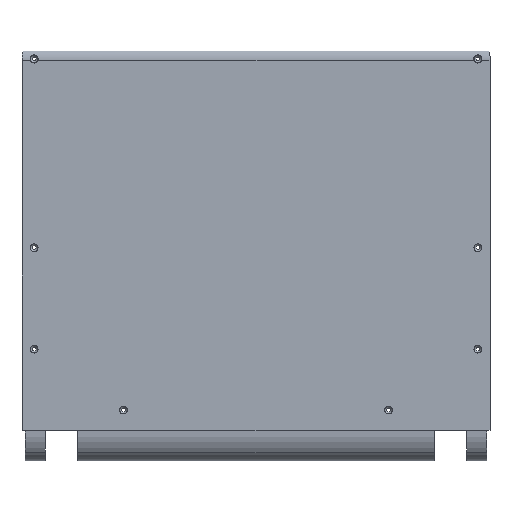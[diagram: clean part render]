
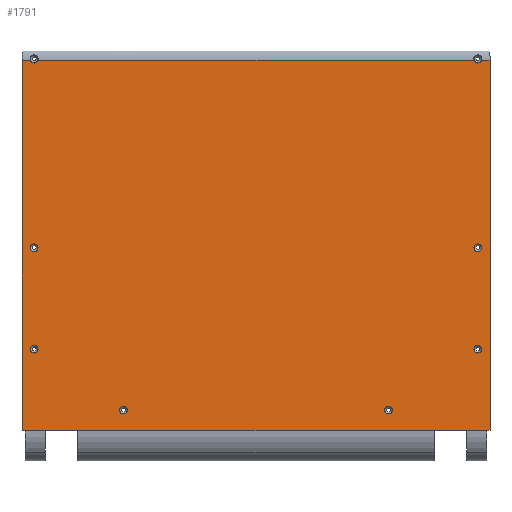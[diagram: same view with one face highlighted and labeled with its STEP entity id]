
A CAD part, front view. The second image highlights one B-rep face of the part: STEP entity #1791.
In plain terms, the highlighted planar face has unit normal (0, -1, 0).
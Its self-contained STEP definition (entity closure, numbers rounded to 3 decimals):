
#24=FACE_BOUND('',#203,.T.);
#25=FACE_BOUND('',#204,.T.);
#26=FACE_BOUND('',#205,.T.);
#27=FACE_BOUND('',#206,.T.);
#28=FACE_BOUND('',#207,.T.);
#29=FACE_BOUND('',#208,.T.);
#42=PLANE('',#1905);
#105=FACE_OUTER_BOUND('',#202,.T.);
#202=EDGE_LOOP('',(#1244,#1245,#1246,#1247,#1248,#1249,#1250,#1251,#1252,
#1253,#1254,#1255,#1256,#1257,#1258,#1259,#1260,#1261,#1262,#1263));
#203=EDGE_LOOP('',(#1264));
#204=EDGE_LOOP('',(#1265));
#205=EDGE_LOOP('',(#1266));
#206=EDGE_LOOP('',(#1267));
#207=EDGE_LOOP('',(#1268));
#208=EDGE_LOOP('',(#1269));
#317=CIRCLE('',#1906,2.);
#318=CIRCLE('',#1907,2.);
#319=CIRCLE('',#1908,1.9);
#320=CIRCLE('',#1909,1.9);
#321=CIRCLE('',#1910,1.9);
#322=CIRCLE('',#1911,1.9);
#323=CIRCLE('',#1912,1.9);
#324=CIRCLE('',#1913,1.9);
#374=LINE('',#2603,#576);
#376=LINE('',#2625,#578);
#378=LINE('',#2654,#580);
#379=LINE('',#2662,#581);
#380=LINE('',#2664,#582);
#381=LINE('',#2666,#583);
#382=LINE('',#2668,#584);
#383=LINE('',#2670,#585);
#384=LINE('',#2672,#586);
#385=LINE('',#2674,#587);
#386=LINE('',#2676,#588);
#387=LINE('',#2678,#589);
#388=LINE('',#2680,#590);
#389=LINE('',#2682,#591);
#390=LINE('',#2684,#592);
#391=LINE('',#2686,#593);
#392=LINE('',#2688,#594);
#393=LINE('',#2689,#595);
#576=VECTOR('',#2060,10.);
#578=VECTOR('',#2066,10.);
#580=VECTOR('',#2068,10.);
#581=VECTOR('',#2079,10.);
#582=VECTOR('',#2080,10.);
#583=VECTOR('',#2081,10.);
#584=VECTOR('',#2082,10.);
#585=VECTOR('',#2083,10.);
#586=VECTOR('',#2084,10.);
#587=VECTOR('',#2085,10.);
#588=VECTOR('',#2086,10.);
#589=VECTOR('',#2087,10.);
#590=VECTOR('',#2088,10.);
#591=VECTOR('',#2089,10.);
#592=VECTOR('',#2090,10.);
#593=VECTOR('',#2091,10.);
#594=VECTOR('',#2092,10.);
#595=VECTOR('',#2093,10.);
#784=VERTEX_POINT('',#2574);
#786=VERTEX_POINT('',#2589);
#787=VERTEX_POINT('',#2602);
#792=VERTEX_POINT('',#2622);
#793=VERTEX_POINT('',#2624);
#796=VERTEX_POINT('',#2641);
#798=VERTEX_POINT('',#2661);
#799=VERTEX_POINT('',#2663);
#800=VERTEX_POINT('',#2665);
#801=VERTEX_POINT('',#2667);
#802=VERTEX_POINT('',#2669);
#803=VERTEX_POINT('',#2671);
#804=VERTEX_POINT('',#2673);
#805=VERTEX_POINT('',#2675);
#806=VERTEX_POINT('',#2677);
#807=VERTEX_POINT('',#2679);
#808=VERTEX_POINT('',#2681);
#809=VERTEX_POINT('',#2683);
#810=VERTEX_POINT('',#2685);
#811=VERTEX_POINT('',#2687);
#812=VERTEX_POINT('',#2691);
#813=VERTEX_POINT('',#2693);
#814=VERTEX_POINT('',#2695);
#815=VERTEX_POINT('',#2697);
#816=VERTEX_POINT('',#2699);
#817=VERTEX_POINT('',#2701);
#962=EDGE_CURVE('',#787,#786,#374,.T.);
#968=EDGE_CURVE('',#793,#792,#376,.T.);
#972=EDGE_CURVE('',#784,#796,#378,.T.);
#975=EDGE_CURVE('',#796,#793,#317,.T.);
#976=EDGE_CURVE('',#792,#798,#379,.T.);
#977=EDGE_CURVE('',#798,#799,#380,.T.);
#978=EDGE_CURVE('',#799,#800,#381,.T.);
#979=EDGE_CURVE('',#800,#801,#382,.T.);
#980=EDGE_CURVE('',#801,#802,#383,.T.);
#981=EDGE_CURVE('',#802,#803,#384,.T.);
#982=EDGE_CURVE('',#803,#804,#385,.T.);
#983=EDGE_CURVE('',#804,#805,#386,.T.);
#984=EDGE_CURVE('',#805,#806,#387,.T.);
#985=EDGE_CURVE('',#806,#807,#388,.T.);
#986=EDGE_CURVE('',#807,#808,#389,.T.);
#987=EDGE_CURVE('',#808,#809,#390,.T.);
#988=EDGE_CURVE('',#809,#810,#391,.T.);
#989=EDGE_CURVE('',#810,#811,#392,.T.);
#990=EDGE_CURVE('',#787,#811,#393,.T.);
#991=EDGE_CURVE('',#786,#784,#318,.T.);
#992=EDGE_CURVE('',#812,#812,#319,.T.);
#993=EDGE_CURVE('',#813,#813,#320,.T.);
#994=EDGE_CURVE('',#814,#814,#321,.T.);
#995=EDGE_CURVE('',#815,#815,#322,.T.);
#996=EDGE_CURVE('',#816,#816,#323,.T.);
#997=EDGE_CURVE('',#817,#817,#324,.T.);
#1244=ORIENTED_EDGE('',*,*,#972,.T.);
#1245=ORIENTED_EDGE('',*,*,#975,.T.);
#1246=ORIENTED_EDGE('',*,*,#968,.T.);
#1247=ORIENTED_EDGE('',*,*,#976,.T.);
#1248=ORIENTED_EDGE('',*,*,#977,.T.);
#1249=ORIENTED_EDGE('',*,*,#978,.T.);
#1250=ORIENTED_EDGE('',*,*,#979,.T.);
#1251=ORIENTED_EDGE('',*,*,#980,.T.);
#1252=ORIENTED_EDGE('',*,*,#981,.T.);
#1253=ORIENTED_EDGE('',*,*,#982,.T.);
#1254=ORIENTED_EDGE('',*,*,#983,.T.);
#1255=ORIENTED_EDGE('',*,*,#984,.T.);
#1256=ORIENTED_EDGE('',*,*,#985,.T.);
#1257=ORIENTED_EDGE('',*,*,#986,.T.);
#1258=ORIENTED_EDGE('',*,*,#987,.T.);
#1259=ORIENTED_EDGE('',*,*,#988,.T.);
#1260=ORIENTED_EDGE('',*,*,#989,.T.);
#1261=ORIENTED_EDGE('',*,*,#990,.F.);
#1262=ORIENTED_EDGE('',*,*,#962,.T.);
#1263=ORIENTED_EDGE('',*,*,#991,.T.);
#1264=ORIENTED_EDGE('',*,*,#992,.T.);
#1265=ORIENTED_EDGE('',*,*,#993,.T.);
#1266=ORIENTED_EDGE('',*,*,#994,.T.);
#1267=ORIENTED_EDGE('',*,*,#995,.T.);
#1268=ORIENTED_EDGE('',*,*,#996,.T.);
#1269=ORIENTED_EDGE('',*,*,#997,.T.);
#1791=ADVANCED_FACE('',(#105,#24,#25,#26,#27,#28,#29),#42,.T.);
#1905=AXIS2_PLACEMENT_3D('',#2659,#2075,#2076);
#1906=AXIS2_PLACEMENT_3D('',#2660,#2077,#2078);
#1907=AXIS2_PLACEMENT_3D('',#2690,#2094,#2095);
#1908=AXIS2_PLACEMENT_3D('',#2692,#2096,#2097);
#1909=AXIS2_PLACEMENT_3D('',#2694,#2098,#2099);
#1910=AXIS2_PLACEMENT_3D('',#2696,#2100,#2101);
#1911=AXIS2_PLACEMENT_3D('',#2698,#2102,#2103);
#1912=AXIS2_PLACEMENT_3D('',#2700,#2104,#2105);
#1913=AXIS2_PLACEMENT_3D('',#2702,#2106,#2107);
#2060=DIRECTION('',(-1.,0.,0.));
#2066=DIRECTION('',(-1.,0.,0.));
#2068=DIRECTION('',(-1.,0.,0.));
#2075=DIRECTION('center_axis',(0.,-1.,0.));
#2076=DIRECTION('ref_axis',(0.,0.,-1.));
#2077=DIRECTION('center_axis',(0.,1.,0.));
#2078=DIRECTION('ref_axis',(1.,0.,0.));
#2079=DIRECTION('',(0.,0.,-1.));
#2080=DIRECTION('',(1.,0.,0.));
#2081=DIRECTION('',(0.,0.,-1.));
#2082=DIRECTION('',(1.,0.,0.));
#2083=DIRECTION('',(0.,0.,1.));
#2084=DIRECTION('',(1.,0.,0.));
#2085=DIRECTION('',(0.,0.,-1.));
#2086=DIRECTION('',(1.,0.,0.));
#2087=DIRECTION('',(0.,0.,1.));
#2088=DIRECTION('',(1.,0.,0.));
#2089=DIRECTION('',(0.,0.,-1.));
#2090=DIRECTION('',(1.,0.,0.));
#2091=DIRECTION('',(0.,0.,1.));
#2092=DIRECTION('',(1.,0.,0.));
#2093=DIRECTION('',(0.,0.,-1.));
#2094=DIRECTION('center_axis',(0.,1.,0.));
#2095=DIRECTION('ref_axis',(1.,0.,0.));
#2096=DIRECTION('center_axis',(0.,1.,0.));
#2097=DIRECTION('ref_axis',(0.,0.,-1.));
#2098=DIRECTION('center_axis',(0.,1.,0.));
#2099=DIRECTION('ref_axis',(0.,0.,-1.));
#2100=DIRECTION('center_axis',(0.,1.,0.));
#2101=DIRECTION('ref_axis',(0.,0.,-1.));
#2102=DIRECTION('center_axis',(0.,1.,0.));
#2103=DIRECTION('ref_axis',(0.,0.,-1.));
#2104=DIRECTION('center_axis',(0.,1.,0.));
#2105=DIRECTION('ref_axis',(0.,0.,-1.));
#2106=DIRECTION('center_axis',(0.,1.,0.));
#2107=DIRECTION('ref_axis',(0.,0.,-1.));
#2574=CARTESIAN_POINT('',(222.746,0.,-7.75));
#2589=CARTESIAN_POINT('',(226.454,0.,-7.75));
#2602=CARTESIAN_POINT('',(230.6,0.,-7.75));
#2603=CARTESIAN_POINT('',(0.,0.,-7.75));
#2622=CARTESIAN_POINT('',(0.,0.,-7.75));
#2624=CARTESIAN_POINT('',(4.146,0.,-7.75));
#2625=CARTESIAN_POINT('',(0.,0.,-7.75));
#2641=CARTESIAN_POINT('',(7.854,0.,-7.75));
#2654=CARTESIAN_POINT('',(0.,0.,-7.75));
#2659=CARTESIAN_POINT('Origin',(0.,0.,0.));
#2660=CARTESIAN_POINT('Origin',(6.,0.,-7.));
#2661=CARTESIAN_POINT('',(0.,0.,-190.));
#2662=CARTESIAN_POINT('',(0.,0.,0.));
#2663=CARTESIAN_POINT('',(1.5,0.,-190.));
#2664=CARTESIAN_POINT('',(0.,0.,-190.));
#2665=CARTESIAN_POINT('',(1.5,0.,-190.17));
#2666=CARTESIAN_POINT('',(1.5,0.,-95.));
#2667=CARTESIAN_POINT('',(11.5,0.,-190.17));
#2668=CARTESIAN_POINT('',(0.,0.,-190.17));
#2669=CARTESIAN_POINT('',(11.5,0.,-190.));
#2670=CARTESIAN_POINT('',(11.5,0.,-107.5));
#2671=CARTESIAN_POINT('',(27.5,0.,-190.));
#2672=CARTESIAN_POINT('',(5.75,0.,-190.));
#2673=CARTESIAN_POINT('',(27.5,0.,-190.17));
#2674=CARTESIAN_POINT('',(27.5,0.,-95.));
#2675=CARTESIAN_POINT('',(203.1,0.,-190.17));
#2676=CARTESIAN_POINT('',(0.,0.,-190.17));
#2677=CARTESIAN_POINT('',(203.1,0.,-190.));
#2678=CARTESIAN_POINT('',(203.1,0.,-107.5));
#2679=CARTESIAN_POINT('',(219.1,0.,-190.));
#2680=CARTESIAN_POINT('',(101.55,0.,-190.));
#2681=CARTESIAN_POINT('',(219.1,0.,-190.17));
#2682=CARTESIAN_POINT('',(219.1,0.,-95.));
#2683=CARTESIAN_POINT('',(229.1,0.,-190.17));
#2684=CARTESIAN_POINT('',(0.,0.,-190.17));
#2685=CARTESIAN_POINT('',(229.1,0.,-190.));
#2686=CARTESIAN_POINT('',(229.1,0.,-107.5));
#2687=CARTESIAN_POINT('',(230.6,0.,-190.));
#2688=CARTESIAN_POINT('',(114.55,0.,-190.));
#2689=CARTESIAN_POINT('',(230.6,0.,0.));
#2690=CARTESIAN_POINT('Origin',(224.6,0.,-7.));
#2691=CARTESIAN_POINT('',(180.6,0.,-178.1));
#2692=CARTESIAN_POINT('Origin',(180.6,0.,-180.));
#2693=CARTESIAN_POINT('',(224.6,0.,-98.1));
#2694=CARTESIAN_POINT('Origin',(224.6,0.,-100.));
#2695=CARTESIAN_POINT('',(6.,0.,-148.1));
#2696=CARTESIAN_POINT('Origin',(6.,0.,-150.));
#2697=CARTESIAN_POINT('',(6.,0.,-98.1));
#2698=CARTESIAN_POINT('Origin',(6.,0.,-100.));
#2699=CARTESIAN_POINT('',(224.6,0.,-148.1));
#2700=CARTESIAN_POINT('Origin',(224.6,0.,-150.));
#2701=CARTESIAN_POINT('',(50.,0.,-178.1));
#2702=CARTESIAN_POINT('Origin',(50.,0.,-180.));
